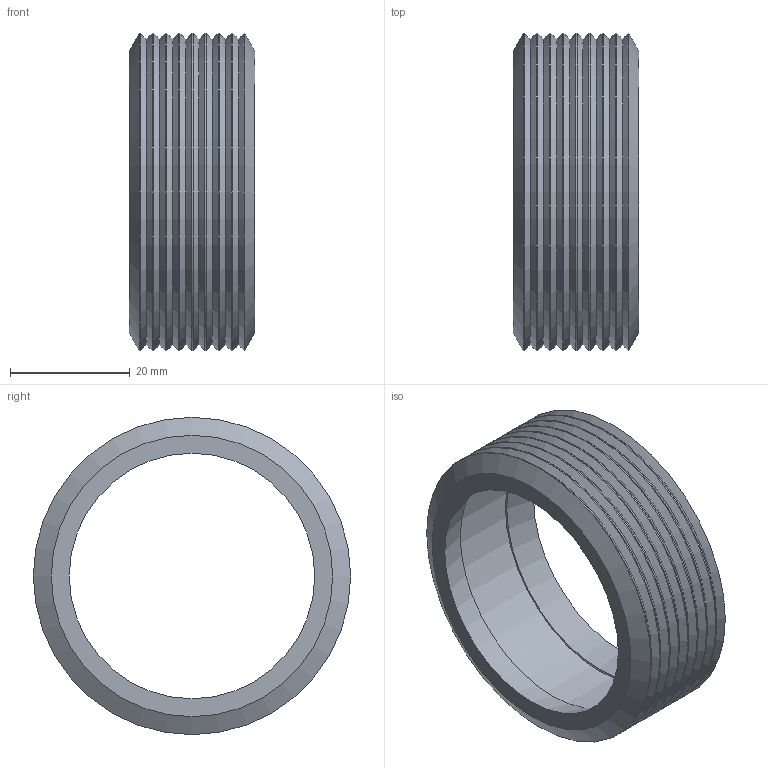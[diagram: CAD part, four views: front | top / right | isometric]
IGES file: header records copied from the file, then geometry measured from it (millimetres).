
Global section: file name: 700113.stp.ipt; native system: Autodesk Inventor 2014; preprocessor: unknown; author: zeman; date: 20151016.102010; units: millimetre
Bounding box: 21 x 53 x 53 mm (x, y, z)
Volume: 4440 mm3; surface area: 12659.6 mm2
Topology: 1 solids, 1 shells, 39 faces, 84 edges, 49 vertices
Faces by surface type: cone 22, cylinder 8, revolution 5, plane 4
Full cylindrical faces by diameter (mm): 53 x8
